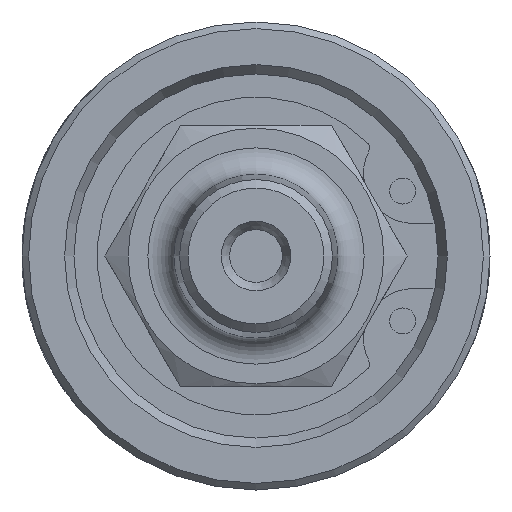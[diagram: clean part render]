
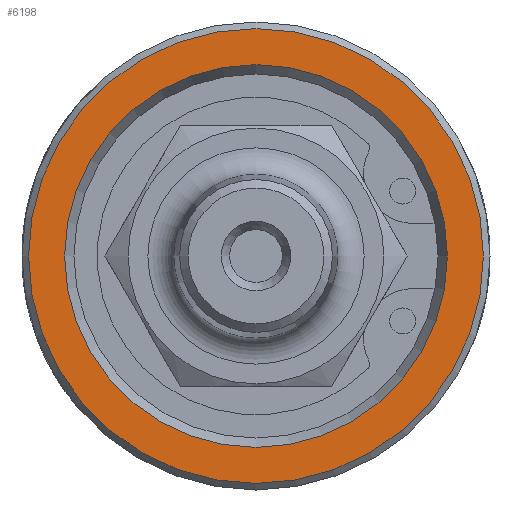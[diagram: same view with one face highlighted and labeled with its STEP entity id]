
A CAD part, left-side view. The second image highlights one B-rep face of the part: STEP entity #6198.
In plain terms, the highlighted planar face has unit normal (-1, 0, 0).
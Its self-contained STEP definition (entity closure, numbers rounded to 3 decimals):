
#64=FACE_BOUND('',#2178,.T.);
#1792=FACE_OUTER_BOUND('',#2177,.T.);
#2177=EDGE_LOOP('',(#5689));
#2178=EDGE_LOOP('',(#5690,#5691));
#2371=CIRCLE('',#6592,13.785);
#2372=CIRCLE('',#6594,11.6);
#2373=CIRCLE('',#6595,11.6);
#2986=VERTEX_POINT('',#54763);
#2987=VERTEX_POINT('',#54767);
#2988=VERTEX_POINT('',#54768);
#3893=EDGE_CURVE('',#2986,#2986,#2371,.T.);
#3894=EDGE_CURVE('',#2987,#2988,#2372,.T.);
#3895=EDGE_CURVE('',#2988,#2987,#2373,.T.);
#5689=ORIENTED_EDGE('',*,*,#3893,.F.);
#5690=ORIENTED_EDGE('',*,*,#3894,.T.);
#5691=ORIENTED_EDGE('',*,*,#3895,.T.);
#5862=PLANE('',#6593);
#6198=ADVANCED_FACE('',(#1792,#64),#5862,.T.);
#6592=AXIS2_PLACEMENT_3D('',#54765,#7668,#7669);
#6593=AXIS2_PLACEMENT_3D('',#54766,#7670,#7671);
#6594=AXIS2_PLACEMENT_3D('',#54769,#7672,#7673);
#6595=AXIS2_PLACEMENT_3D('',#54770,#7674,#7675);
#7668=DIRECTION('center_axis',(1.,0.,0.));
#7669=DIRECTION('ref_axis',(0.,-1.,0.));
#7670=DIRECTION('center_axis',(-1.,0.,0.));
#7671=DIRECTION('ref_axis',(0.,0.,1.));
#7672=DIRECTION('center_axis',(1.,0.,0.));
#7673=DIRECTION('ref_axis',(0.,1.,0.));
#7674=DIRECTION('center_axis',(1.,0.,0.));
#7675=DIRECTION('ref_axis',(0.,1.,0.));
#54763=CARTESIAN_POINT('',(0.,13.785,0.));
#54765=CARTESIAN_POINT('Origin',(0.,0.,0.));
#54766=CARTESIAN_POINT('Origin',(0.,7.093,0.));
#54767=CARTESIAN_POINT('',(0.,11.6,0.));
#54768=CARTESIAN_POINT('',(0.,-11.6,0.));
#54769=CARTESIAN_POINT('Origin',(0.,0.,0.));
#54770=CARTESIAN_POINT('Origin',(0.,0.,0.));
